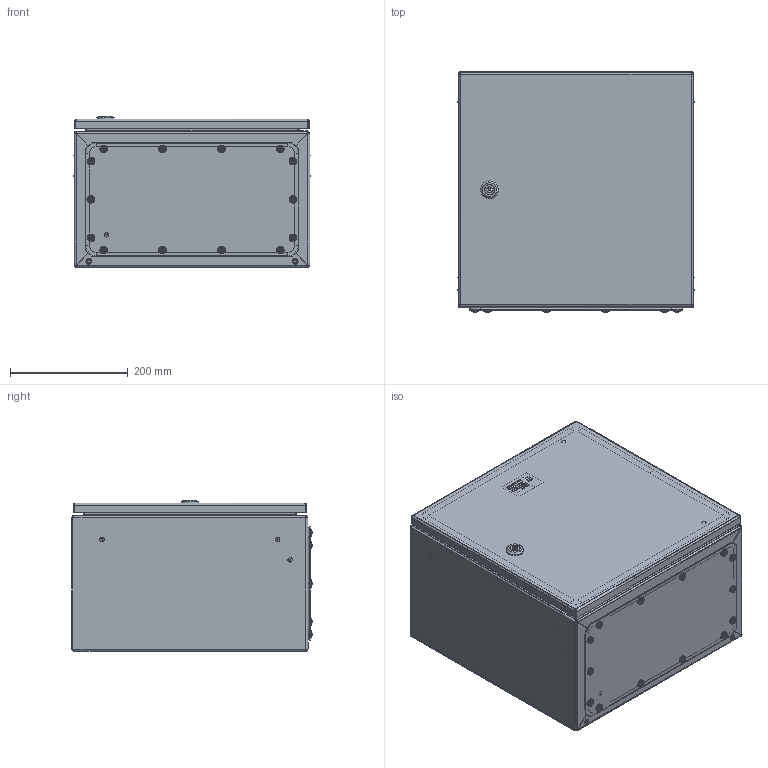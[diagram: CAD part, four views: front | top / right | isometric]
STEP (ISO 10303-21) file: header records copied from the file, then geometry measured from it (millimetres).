
FILE_DESCRIPTION (( 'STEP AP203' ), '1' );
FILE_NAME ('U2650040403 Êîðïóñ UC2M 40.40.25 IP66 (752.000.265).STEP', '2022-04-29T07:41:12', ( '' ), ( '' ), 'SwSTEP 2.0', 'SolidWorks 2017', '' );
FILE_SCHEMA (( 'CONFIG_CONTROL_DESIGN' ));
Length unit declared in the file: millimetre
Products named in the file (37): Øòèôò ïåòëè 4-119 Dirak; Øïèëüêà ðåçüáîâàÿ Ì6_Œ8å30; ч蜱齁罻 ST-6; 椻壚樇襝鴀 Mesan 33; 扻豵鵨_п-1; 嵑殧趌6402_8; Ïåòëÿ 4-119 Dirak_00; Óïëîòíèòåëü ÏÏÓ äâåðêè UC2_10 (40.40); 027-187 署赅 UC2_02 (40.25); ﾇ瑟鶴 Mesan 060-1-1-13-33_00; Øïèëüêà çàçåìëåíèÿ CKF CS_Œ6å16; Øàéáà íåéëîí Ø028_Œ6; 000.241.254 署赅 UC2_02 (40.25); Ñòîïîðíàÿ âòóëêà ïåòëè 4-119 Dirak; Øàéáà íåéëîí Ø028_Œ5; 嵑殧趌11371_5; U2650040403 扻豵鵨 UC2M 40.40.25 IP66 (752.000.265); Âòóëêà ïåòëè 4-119 Dirak; Øïèëüêà ðåçüáîâàÿ Ì6_Œ6å12; Óïëîòíèòåëü ÏÏÓ êðûøêè UC2Ì_11 (40.25); 嵑殧趌11371_6; 000.241.255 署赅 UC2_02 (40.25); 蹴濋趌5915_M5; ч蜱齁罻 ST-9; 鎔艜_17473_M6x12; 003-393 Ñòåíêà íèæíÿÿ UC2_03 (00.40); 008-397 Ñòåíêà ïðîôèëüíàÿ UC2_08 (40.40.25); 040-116 Âèíò ñïåöèàëüíûé ST 4,8x9; 000.207.183 攜歑罻 UC2_02 (40.40); 056-270 椯鴀殣罻 UC2_08 (40.40.25); Îñíîâàíèå ïåòëè 4-119 Dirak; 010-323 Ïàíåëü ìîíòàæíàÿ UC2_08 (40.40.25); 012-1792 眈翴錪 鳱歑膱 UC2_02 (40.40); 蹴濋趌5915_M8; 000.113.102 忺謤僔 UC2_08 (40.40.25); 嵑殧趌11371_8; 000.210.360 Îñíîâàíèå äâåðêè UC2_02 (40.40)
Assembly tree (109 placements, depth 4):
  U2650040403 扻豵鵨 UC2M 40.40.25 IP66 (752.000.265)
    000.113.102 忺謤僔 UC2_08 (40.40.25)
      008-397 Ñòåíêà ïðîôèëüíàÿ UC2_08 (40.40.25)
      003-393 Ñòåíêà íèæíÿÿ UC2_03 (00.40)
      Øïèëüêà ðåçüáîâàÿ Ì6_Œ8å30  x4
      Øïèëüêà çàçåìëåíèÿ CKF CS_Œ6å16  x2
      Øïèëüêà ðåçüáîâàÿ Ì6_Œ6å12  x4
    000.207.183 攜歑罻 UC2_02 (40.40)
      000.210.360 Îñíîâàíèå äâåðêè UC2_02 (40.40)
        012-1792 眈翴錪 鳱歑膱 UC2_02 (40.40)
        Âòóëêà ïåòëè 4-119 Dirak  x2
        Øïèëüêà çàçåìëåíèÿ CKF CS_Œ6å16  x2
      Óïëîòíèòåëü ÏÏÓ äâåðêè UC2_10 (40.40)
      ﾇ瑟鶴 Mesan 060-1-1-13-33_00
        扻豵鵨_п-1
        椻壚樇襝鴀 Mesan 33
        嵑殧趌11371_6
        鎔艜_17473_M6x12
    Ïåòëÿ 4-119 Dirak_00  x2
      Âòóëêà ïåòëè 4-119 Dirak
      Øòèôò ïåòëè 4-119 Dirak
      Îñíîâàíèå ïåòëè 4-119 Dirak
      Ñòîïîðíàÿ âòóëêà ïåòëè 4-119 Dirak
    嵑殧趌11371_5  x4
    Øàéáà íåéëîí Ø028_Œ5  x4
    蹴濋趌5915_M5  x4
    ч蜱齁罻 ST-6  x6
    ч蜱齁罻 ST-9  x4
    010-323 Ïàíåëü ìîíòàæíàÿ UC2_08 (40.40.25)
    蹴濋趌5915_M8  x12
    嵑殧趌11371_8  x4
    嵑殧趌6402_8  x4
    000.241.254 署赅 UC2_02 (40.25)
      000.241.255 署赅 UC2_02 (40.25)
        027-187 署赅 UC2_02 (40.25)
        Øïèëüêà çàçåìëåíèÿ CKF CS_Œ6å16
      Óïëîòíèòåëü ÏÏÓ êðûøêè UC2Ì_11 (40.25)
    040-116 Âèíò ñïåöèàëüíûé ST 4,8x9  x14
    Øàéáà íåéëîí Ø028_Œ6  x14
    056-270 椯鴀殣罻 UC2_08 (40.40.25)
Bounding box: 400.6 x 407.22 x 257.25 mm (x, y, z)
Volume: 1541580.2 mm3; surface area: 1927715.4 mm2
Topology: 117 solids, 118 shells, 4834 faces, 11336 edges, 6894 vertices
Faces by surface type: plane 1692, cylinder 1195, bspline 1187, cone 292, sphere 246, torus 222
Entity records: 114383 total; most frequent: CARTESIAN_POINT 55017, ORIENTED_EDGE 11982, DIRECTION 9028, EDGE_CURVE 5991, VERTEX_POINT 3864, VECTOR 3572, LINE 3572, EDGE_LOOP 2749
